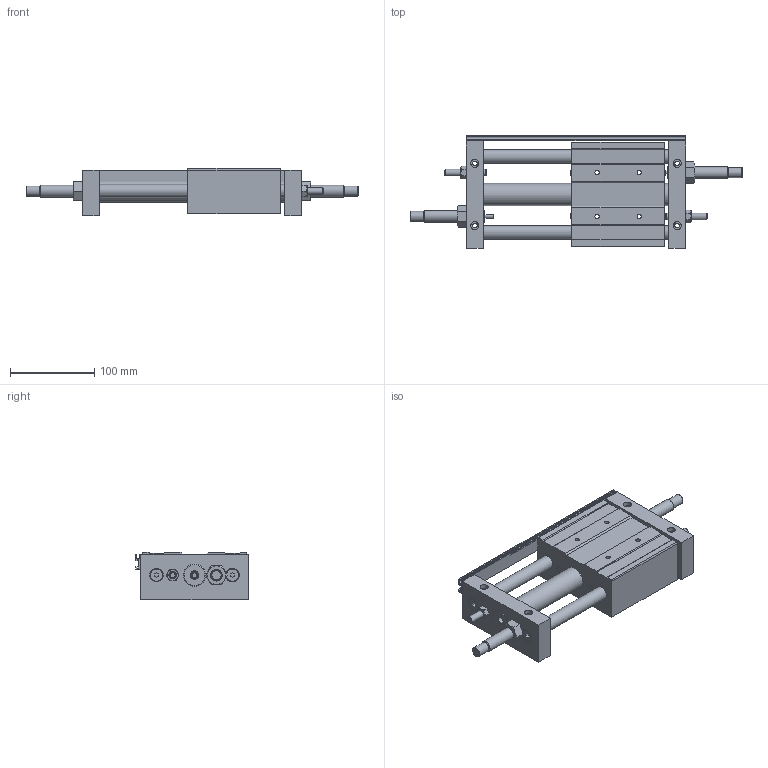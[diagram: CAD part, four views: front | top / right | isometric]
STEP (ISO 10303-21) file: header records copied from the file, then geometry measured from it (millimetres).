
FILE_DESCRIPTION((''),'2;1');
FILE_NAME('MFCG25X100L.STEP','2012-11-18T01:21:55',('Administrator'),(''),'CADlook_v9.0','Cimatron E 8.0','');
FILE_SCHEMA(('AUTOMOTIVE_DESIGN { 1 2 10303 214 0 1 1 1 }'));
Length unit declared in the file: millimetre
Bounding box: 394 x 134 x 56 mm (x, y, z)
Volume: 1139982 mm3; surface area: 194257.1 mm2
Topology: 6 solids, 6 shells, 258 faces, 641 edges, 429 vertices
Faces by surface type: plane 153, cylinder 61, cone 32, torus 12
Full cylindrical faces by diameter (mm): 4 x2, 5.2 x8, 5.5 x8, 6 x4, 8 x4, 9.5 x8, 12 x2, 12.376 x2, 14 x4, 16 x8, 26.4 x4
Entity records: 10006 total; most frequent: CARTESIAN_POINT 1823, DIRECTION 1260, ORIENTED_EDGE 1126, EDGE_CURVE 563, AXIS2_PLACEMENT_3D 478, VERTEX_POINT 429, EDGE_LOOP 410, VECTOR 304
